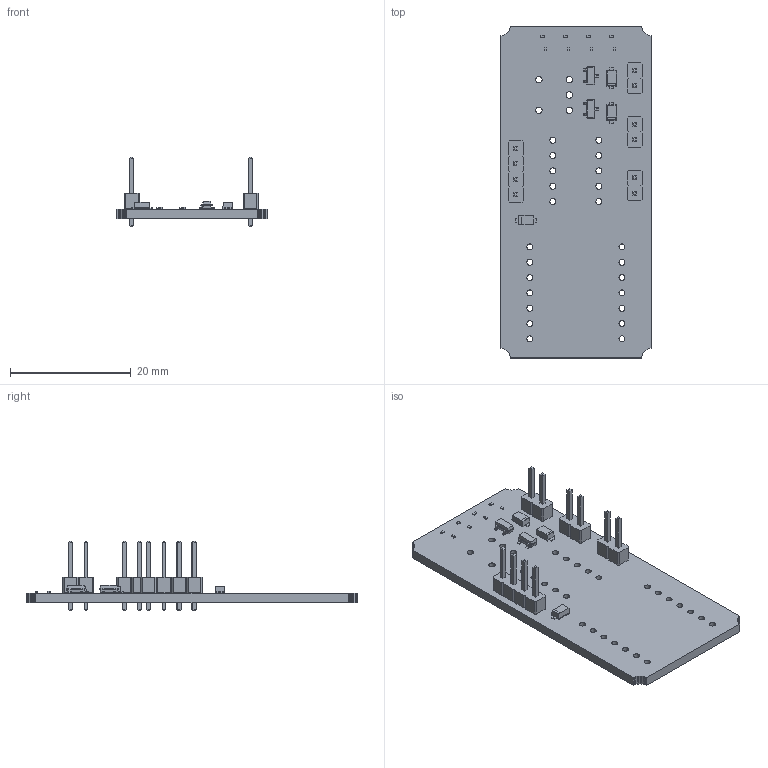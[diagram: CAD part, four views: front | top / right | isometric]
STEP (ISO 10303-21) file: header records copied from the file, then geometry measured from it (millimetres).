
FILE_DESCRIPTION(('KiCad electronic assembly'),'2;1');
FILE_NAME('Pneumatactors_1Xiao_CompactControl.step', '2025-03-26T14:48:32',('Pcbnew'),('Kicad'), 'Open CASCADE STEP processor 7.7','KiCad to STEP converter','Unknown' );
FILE_SCHEMA(('AUTOMOTIVE_DESIGN { 1 0 10303 214 1 1 1 1 }'));
Length unit declared in the file: millimetre
Products named in the file (14): Pneumatactors_1Xiao_CompactControl 1; LED_0201_0603Metric; SOLID; SOT-23; PinHeader_1x04_P2.54mm_Vertical; PinHeader_1x02_P2.54mm_Vertical; R_0201_0603Metric; D_SOD-123F; Pneumatactors_1Xiao_CompactControl PCB
Assembly tree (24 placements, depth 3):
  Pneumatactors_1Xiao_CompactControl 1
    LED_0201_0603Metric  x4
      SOLID
    SOT-23  x2
      SOLID
    PinHeader_1x04_P2.54mm_Vertical
      SOLID
    PinHeader_1x02_P2.54mm_Vertical  x3
      SOLID
    R_0201_0603Metric  x4
      SOLID
    D_SOD-123F  x3
      SOLID
    Pneumatactors_1Xiao_CompactControl PCB
Bounding box: 25 x 55 x 11.54 mm (x, y, z)
Volume: 2356.3 mm3; surface area: 3754.1 mm2
Topology: 18 solids, 18 shells, 774 faces, 1877 edges, 1174 vertices
Faces by surface type: plane 595, cylinder 95, bspline 84
Full cylindrical faces by diameter (mm): 1 x34, 1.092 x5
Entity records: 26840 total; most frequent: CARTESIAN_POINT 4841, DIRECTION 3572, LINE 2560, VECTOR 2560, ORIENTED_EDGE 1940, PCURVE 1940, DEFINITIONAL_REPRESENTATION 1940, EDGE_CURVE 970
